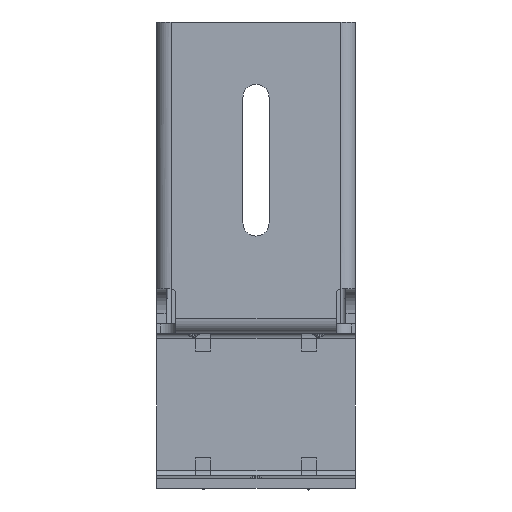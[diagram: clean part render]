
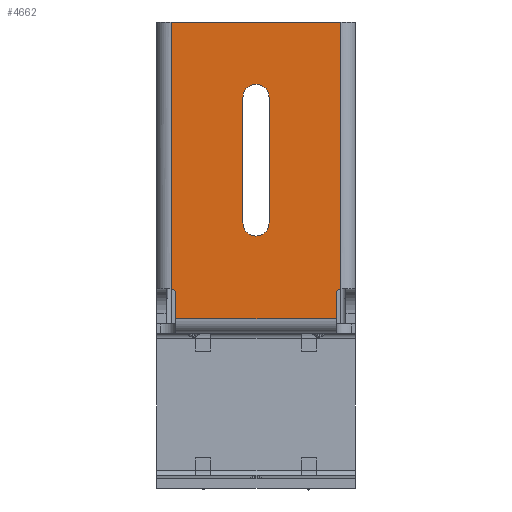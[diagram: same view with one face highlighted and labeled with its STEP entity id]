
A CAD part, front view. The second image highlights one B-rep face of the part: STEP entity #4662.
In plain terms, the highlighted planar face has unit normal (0, -1, 0).
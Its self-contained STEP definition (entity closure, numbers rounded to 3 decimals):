
#274 = CARTESIAN_POINT ( 'NONE',  ( -16.9, -1.9, 0. ) ) ;
#277 = AXIS2_PLACEMENT_3D ( 'NONE', #6157, #4124, #11161 ) ;
#292 = EDGE_CURVE ( 'NONE', #7787, #5172, #11187, .T. ) ;
#410 = LINE ( 'NONE', #9702, #8116 ) ;
#418 = EDGE_CURVE ( 'NONE', #6098, #5466, #12590, .T. ) ;
#509 = AXIS2_PLACEMENT_3D ( 'NONE', #5846, #4739, #10945 ) ;
#525 = VECTOR ( 'NONE', #9991, 1000. ) ;
#593 = CARTESIAN_POINT ( 'NONE',  ( 0., -1.9, -40. ) ) ;
#596 = EDGE_CURVE ( 'NONE', #4356, #728, #5390, .T. ) ;
#627 = EDGE_CURVE ( 'NONE', #1911, #3198, #9760, .T. ) ;
#728 = VERTEX_POINT ( 'NONE', #10853 ) ;
#749 = EDGE_CURVE ( 'NONE', #6088, #4356, #11830, .T. ) ;
#972 = DIRECTION ( 'NONE',  ( 0., 0., -1. ) ) ;
#1035 = CARTESIAN_POINT ( 'NONE',  ( -16., -1.9, -59.1 ) ) ;
#1071 = CIRCLE ( 'NONE', #6057, 2.6 ) ;
#1557 = DIRECTION ( 'NONE',  ( 0., 0., -1. ) ) ;
#1641 = EDGE_CURVE ( 'NONE', #3198, #7787, #410, .T. ) ;
#1724 = CARTESIAN_POINT ( 'NONE',  ( 2.6, -1.9, -40. ) ) ;
#1773 = ORIENTED_EDGE ( 'NONE', *, *, #10012, .F. ) ;
#1774 = CIRCLE ( 'NONE', #8159, 1. ) ;
#1911 = VERTEX_POINT ( 'NONE', #3370 ) ;
#1976 = CARTESIAN_POINT ( 'NONE',  ( 16., -1.9, -59.1 ) ) ;
#2072 = PLANE ( 'NONE',  #277 ) ;
#2079 = ORIENTED_EDGE ( 'NONE', *, *, #2302, .T. ) ;
#2169 = CARTESIAN_POINT ( 'NONE',  ( -2.6, -1.9, -40. ) ) ;
#2302 = EDGE_CURVE ( 'NONE', #728, #6098, #1774, .T. ) ;
#2719 = EDGE_CURVE ( 'NONE', #5729, #7949, #4472, .T. ) ;
#3034 = ORIENTED_EDGE ( 'NONE', *, *, #2719, .T. ) ;
#3036 = CARTESIAN_POINT ( 'NONE',  ( 16.9, -1.9, 0. ) ) ;
#3198 = VERTEX_POINT ( 'NONE', #1724 ) ;
#3332 = EDGE_CURVE ( 'NONE', #6556, #5729, #10891, .T. ) ;
#3370 = CARTESIAN_POINT ( 'NONE',  ( 0., -1.9, -42.6 ) ) ;
#3404 = DIRECTION ( 'NONE',  ( 0., 0., 1. ) ) ;
#3425 = DIRECTION ( 'NONE',  ( 0., 1., 0. ) ) ;
#3448 = CARTESIAN_POINT ( 'NONE',  ( -17., -1.9, -54.1 ) ) ;
#3551 = CARTESIAN_POINT ( 'NONE',  ( 16.9, -1.9, -53.105 ) ) ;
#3574 = DIRECTION ( 'NONE',  ( 0., 0., -1. ) ) ;
#3731 = AXIS2_PLACEMENT_3D ( 'NONE', #9801, #3777, #10825 ) ;
#3777 = DIRECTION ( 'NONE',  ( 0., -1., 0. ) ) ;
#3980 = CARTESIAN_POINT ( 'NONE',  ( 16., -1.9, 0. ) ) ;
#4047 = CARTESIAN_POINT ( 'NONE',  ( -16., -1.9, -54.1 ) ) ;
#4068 = CARTESIAN_POINT ( 'NONE',  ( 16., -1.9, -59.1 ) ) ;
#4087 = CARTESIAN_POINT ( 'NONE',  ( 16., -1.9, -54.1 ) ) ;
#4124 = DIRECTION ( 'NONE',  ( 0., 1., 0. ) ) ;
#4356 = VERTEX_POINT ( 'NONE', #8353 ) ;
#4472 = CIRCLE ( 'NONE', #509, 1. ) ;
#4662 = ADVANCED_FACE ( 'NONE', ( #8988, #5072 ), #2072, .F. ) ;
#4739 = DIRECTION ( 'NONE',  ( 0., 1., 0. ) ) ;
#5008 = CARTESIAN_POINT ( 'NONE',  ( -2.6, -1.9, -15. ) ) ;
#5072 = FACE_OUTER_BOUND ( 'NONE', #12051, .T. ) ;
#5172 = VERTEX_POINT ( 'NONE', #5008 ) ;
#5270 = DIRECTION ( 'NONE',  ( 0., 0., 1. ) ) ;
#5390 = LINE ( 'NONE', #274, #12750 ) ;
#5466 = VERTEX_POINT ( 'NONE', #8247 ) ;
#5477 = ORIENTED_EDGE ( 'NONE', *, *, #749, .T. ) ;
#5624 = VECTOR ( 'NONE', #9233, 1000. ) ;
#5729 = VERTEX_POINT ( 'NONE', #4087 ) ;
#5846 = CARTESIAN_POINT ( 'NONE',  ( 17., -1.9, -54.1 ) ) ;
#6057 = AXIS2_PLACEMENT_3D ( 'NONE', #13004, #7029, #972 ) ;
#6088 = VERTEX_POINT ( 'NONE', #3036 ) ;
#6095 = CARTESIAN_POINT ( 'NONE',  ( -5.333, -1.9, -59.1 ) ) ;
#6098 = VERTEX_POINT ( 'NONE', #4047 ) ;
#6157 = CARTESIAN_POINT ( 'NONE',  ( 19.8, -1.9, 0. ) ) ;
#6241 = EDGE_LOOP ( 'NONE', ( #6678, #6999, #9865, #1773, #7492 ) ) ;
#6328 = CARTESIAN_POINT ( 'NONE',  ( -2.6, -1.9, -40. ) ) ;
#6358 = DIRECTION ( 'NONE',  ( 0., 0., -1. ) ) ;
#6540 = DIRECTION ( 'NONE',  ( 0., 0., 1. ) ) ;
#6556 = VERTEX_POINT ( 'NONE', #1976 ) ;
#6678 = ORIENTED_EDGE ( 'NONE', *, *, #1641, .F. ) ;
#6978 = VECTOR ( 'NONE', #3574, 1000. ) ;
#6999 = ORIENTED_EDGE ( 'NONE', *, *, #627, .F. ) ;
#7029 = DIRECTION ( 'NONE',  ( 0., -1., 0. ) ) ;
#7298 = ORIENTED_EDGE ( 'NONE', *, *, #418, .T. ) ;
#7492 = ORIENTED_EDGE ( 'NONE', *, *, #292, .F. ) ;
#7587 = B_SPLINE_CURVE_WITH_KNOTS ( 'NONE', 3,
 ( #1035, #6095, #10077, #4068 ),
 .UNSPECIFIED., .F., .F.,
 ( 4, 4 ),
 ( 0., 1. ),
 .UNSPECIFIED. ) ;
#7630 = DIRECTION ( 'NONE',  ( 0., -1., 0. ) ) ;
#7758 = DIRECTION ( 'NONE',  ( -1., 0., 0. ) ) ;
#7787 = VERTEX_POINT ( 'NONE', #10284 ) ;
#7792 = VERTEX_POINT ( 'NONE', #6328 ) ;
#7949 = VERTEX_POINT ( 'NONE', #3551 ) ;
#8116 = VECTOR ( 'NONE', #6540, 1000. ) ;
#8159 = AXIS2_PLACEMENT_3D ( 'NONE', #3448, #3425, #3404 ) ;
#8196 = VECTOR ( 'NONE', #7758, 1000. ) ;
#8247 = CARTESIAN_POINT ( 'NONE',  ( -16., -1.9, -59.1 ) ) ;
#8262 = LINE ( 'NONE', #2169, #5624 ) ;
#8353 = CARTESIAN_POINT ( 'NONE',  ( -16.9, -1.9, 0. ) ) ;
#8803 = ORIENTED_EDGE ( 'NONE', *, *, #8931, .T. ) ;
#8829 = CARTESIAN_POINT ( 'NONE',  ( 19.8, -1.9, 0. ) ) ;
#8832 = EDGE_CURVE ( 'NONE', #5466, #6556, #7587, .T. ) ;
#8917 = VECTOR ( 'NONE', #5270, 1000. ) ;
#8931 = EDGE_CURVE ( 'NONE', #7949, #6088, #11597, .T. ) ;
#8988 = FACE_BOUND ( 'NONE', #6241, .T. ) ;
#9233 = DIRECTION ( 'NONE',  ( 0., 0., -1. ) ) ;
#9702 = CARTESIAN_POINT ( 'NONE',  ( 2.6, -1.9, -40. ) ) ;
#9760 = CIRCLE ( 'NONE', #10213, 2.6 ) ;
#9801 = CARTESIAN_POINT ( 'NONE',  ( 0., -1.9, -15. ) ) ;
#9865 = ORIENTED_EDGE ( 'NONE', *, *, #12767, .F. ) ;
#9956 = ORIENTED_EDGE ( 'NONE', *, *, #3332, .T. ) ;
#9991 = DIRECTION ( 'NONE',  ( 0., 0., 1. ) ) ;
#10012 = EDGE_CURVE ( 'NONE', #5172, #7792, #8262, .T. ) ;
#10077 = CARTESIAN_POINT ( 'NONE',  ( 5.333, -1.9, -59.1 ) ) ;
#10213 = AXIS2_PLACEMENT_3D ( 'NONE', #593, #7630, #1557 ) ;
#10284 = CARTESIAN_POINT ( 'NONE',  ( 2.6, -1.9, -15. ) ) ;
#10825 = DIRECTION ( 'NONE',  ( 0., 0., -1. ) ) ;
#10853 = CARTESIAN_POINT ( 'NONE',  ( -16.9, -1.9, -53.105 ) ) ;
#10891 = LINE ( 'NONE', #3980, #525 ) ;
#10945 = DIRECTION ( 'NONE',  ( 0., 0., 1. ) ) ;
#11161 = DIRECTION ( 'NONE',  ( 0., 0., 1. ) ) ;
#11187 = CIRCLE ( 'NONE', #3731, 2.6 ) ;
#11276 = CARTESIAN_POINT ( 'NONE',  ( 16.9, -1.9, -59.1 ) ) ;
#11290 = ORIENTED_EDGE ( 'NONE', *, *, #8832, .T. ) ;
#11597 = LINE ( 'NONE', #11276, #8917 ) ;
#11830 = LINE ( 'NONE', #8829, #8196 ) ;
#12051 = EDGE_LOOP ( 'NONE', ( #13019, #2079, #7298, #11290, #9956, #3034, #8803, #5477 ) ) ;
#12579 = CARTESIAN_POINT ( 'NONE',  ( -16., -1.9, 0. ) ) ;
#12590 = LINE ( 'NONE', #12579, #6978 ) ;
#12750 = VECTOR ( 'NONE', #6358, 1000. ) ;
#12767 = EDGE_CURVE ( 'NONE', #7792, #1911, #1071, .T. ) ;
#13004 = CARTESIAN_POINT ( 'NONE',  ( 0., -1.9, -40. ) ) ;
#13019 = ORIENTED_EDGE ( 'NONE', *, *, #596, .T. ) ;
